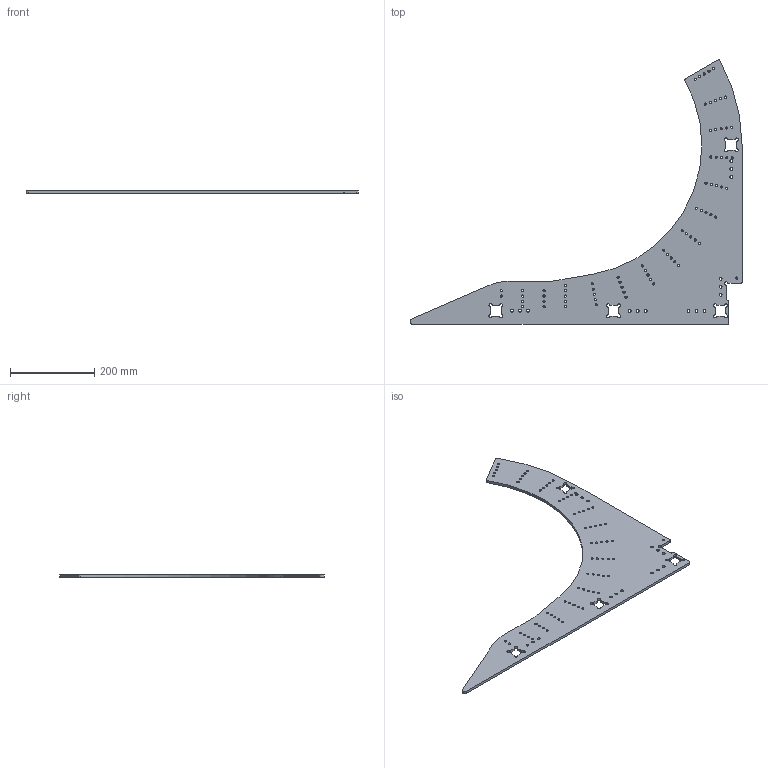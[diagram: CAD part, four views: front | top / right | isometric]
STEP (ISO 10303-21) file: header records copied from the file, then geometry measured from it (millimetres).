
FILE_DESCRIPTION(/* description */ (''),/* implementation_level */ '2;1');
FILE_NAME(/* name */ 'OutsideCLarge.stp',/* time_stamp */ '2020-01-19T19:18:48-05:00',/* author */ ('srini'),/* organization */ (''),/* preprocessor_version */ 'ST-DEVELOPER v18',/* originating_system */ 'Autodesk Inventor 2020',/* authorisation */ '');
FILE_SCHEMA (('AUTOMOTIVE_DESIGN { 1 0 10303 214 3 1 1 }'));
Length unit declared in the file: inch
Products named in the file (1): OutsideCLarge
Bounding box: 788.12 x 627.48 x 6.35 mm (x, y, z)
Volume: 861119 mm3; surface area: 300505.7 mm2
Topology: 1 solids, 1 shells, 175 faces, 590 edges, 417 vertices
Faces by surface type: cylinder 148, plane 27
Full cylindrical faces by diameter (mm): 5.159 x71, 6.747 x15
Entity records: 7142 total; most frequent: DIRECTION 1309, CARTESIAN_POINT 1183, ORIENTED_EDGE 1180, EDGE_CURVE 590, AXIS2_PLACEMENT_3D 543, VERTEX_POINT 417, CIRCLE 367, EDGE_LOOP 355
